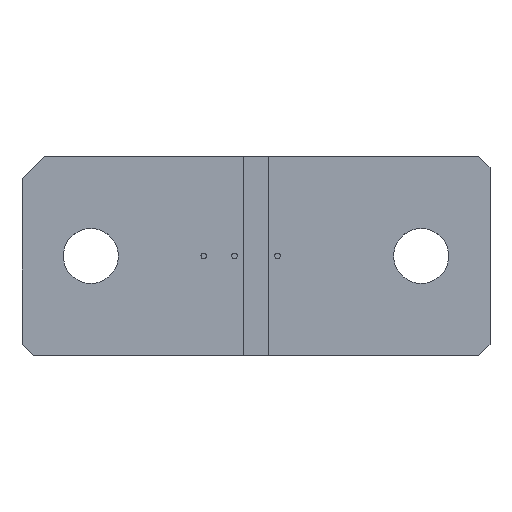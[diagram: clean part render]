
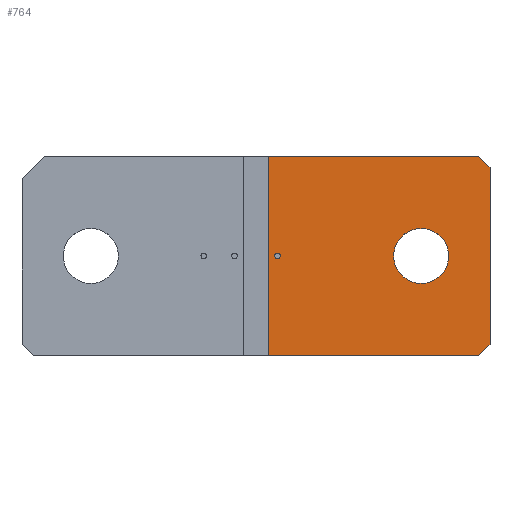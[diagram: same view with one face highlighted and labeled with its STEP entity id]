
A CAD part, top view. The second image highlights one B-rep face of the part: STEP entity #764.
In plain terms, the highlighted planar face has unit normal (0, 0, 1).
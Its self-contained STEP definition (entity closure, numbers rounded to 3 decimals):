
#513=DIRECTION('',(-0.707,0.707,0.));
#514=VECTOR('',#513,2.828);
#515=CARTESIAN_POINT('',(42.5,16.,3.));
#516=LINE('',#515,#514);
#517=DIRECTION('',(0.,1.,0.));
#518=VECTOR('',#517,32.);
#519=CARTESIAN_POINT('',(42.5,-16.,3.));
#520=LINE('',#519,#518);
#521=DIRECTION('',(0.707,0.707,0.));
#522=VECTOR('',#521,2.828);
#523=CARTESIAN_POINT('',(40.5,-18.,3.));
#524=LINE('',#523,#522);
#525=DIRECTION('',(1.,0.,0.));
#526=VECTOR('',#525,38.15);
#527=CARTESIAN_POINT('',(2.35,-18.,3.));
#528=LINE('',#527,#526);
#529=DIRECTION('',(0.,1.,0.));
#530=VECTOR('',#529,36.);
#531=CARTESIAN_POINT('',(2.35,-18.,3.));
#532=LINE('',#531,#530);
#533=DIRECTION('',(-1.,0.,0.));
#534=VECTOR('',#533,38.15);
#535=CARTESIAN_POINT('',(40.5,18.,3.));
#536=LINE('',#535,#534);
#537=CARTESIAN_POINT('',(30.,0.,3.));
#538=DIRECTION('',(0.,0.,1.));
#539=DIRECTION('',(1.,0.,0.));
#540=AXIS2_PLACEMENT_3D('',#537,#538,#539);
#542=CARTESIAN_POINT('',(30.,0.,3.));
#543=DIRECTION('',(0.,0.,1.));
#544=DIRECTION('',(-1.,0.,0.));
#545=AXIS2_PLACEMENT_3D('',#542,#543,#544);
#547=CARTESIAN_POINT('',(3.9,0.,3.));
#548=DIRECTION('',(0.,0.,1.));
#549=DIRECTION('',(1.,0.,0.));
#550=AXIS2_PLACEMENT_3D('',#547,#548,#549);
#552=CARTESIAN_POINT('',(3.9,0.,3.));
#553=DIRECTION('',(0.,0.,1.));
#554=DIRECTION('',(-1.,0.,0.));
#555=AXIS2_PLACEMENT_3D('',#552,#553,#554);
#573=CARTESIAN_POINT('',(2.35,-18.,3.));
#574=CARTESIAN_POINT('',(2.35,18.,3.));
#575=VERTEX_POINT('',#573);
#576=VERTEX_POINT('',#574);
#581=CARTESIAN_POINT('',(35.,0.,3.));
#582=CARTESIAN_POINT('',(25.,0.,3.));
#583=VERTEX_POINT('',#581);
#584=VERTEX_POINT('',#582);
#589=CARTESIAN_POINT('',(42.5,16.,3.));
#590=VERTEX_POINT('',#589);
#591=CARTESIAN_POINT('',(40.5,18.,3.));
#592=VERTEX_POINT('',#591);
#597=CARTESIAN_POINT('',(40.5,-18.,3.));
#598=VERTEX_POINT('',#597);
#599=CARTESIAN_POINT('',(42.5,-16.,3.));
#600=VERTEX_POINT('',#599);
#605=CARTESIAN_POINT('',(4.4,0.,3.));
#606=CARTESIAN_POINT('',(3.4,0.,3.));
#607=VERTEX_POINT('',#605);
#608=VERTEX_POINT('',#606);
#740=CARTESIAN_POINT('',(0.,0.,3.));
#741=DIRECTION('',(0.,0.,1.));
#742=DIRECTION('',(1.,0.,0.));
#743=AXIS2_PLACEMENT_3D('',#740,#741,#742);
#744=PLANE('',#743);
#745=ORIENTED_EDGE('',*,*,#664,.F.);
#746=ORIENTED_EDGE('',*,*,#680,.F.);
#747=ORIENTED_EDGE('',*,*,#693,.F.);
#748=ORIENTED_EDGE('',*,*,#708,.F.);
#749=ORIENTED_EDGE('',*,*,#721,.T.);
#750=ORIENTED_EDGE('',*,*,#733,.F.);
#751=EDGE_LOOP('',(#745,#746,#747,#748,#749,#750));
#752=FACE_OUTER_BOUND('',#751,.F.);
#754=ORIENTED_EDGE('',*,*,#753,.T.);
#756=ORIENTED_EDGE('',*,*,#755,.T.);
#757=EDGE_LOOP('',(#754,#756));
#758=FACE_BOUND('',#757,.F.);
#760=ORIENTED_EDGE('',*,*,#759,.T.);
#761=ORIENTED_EDGE('',*,*,#618,.T.);
#762=EDGE_LOOP('',(#760,#761));
#763=FACE_BOUND('',#762,.F.);
#764=ADVANCED_FACE('',(#752,#758,#763),#744,.T.);
#541=CIRCLE('',#540,5.);
#546=CIRCLE('',#545,5.);
#551=CIRCLE('',#550,0.5);
#556=CIRCLE('',#555,0.5);
#618=EDGE_CURVE('',#608,#607,#556,.T.);
#664=EDGE_CURVE('',#590,#592,#516,.T.);
#680=EDGE_CURVE('',#600,#590,#520,.T.);
#693=EDGE_CURVE('',#598,#600,#524,.T.);
#708=EDGE_CURVE('',#575,#598,#528,.T.);
#721=EDGE_CURVE('',#575,#576,#532,.T.);
#733=EDGE_CURVE('',#592,#576,#536,.T.);
#753=EDGE_CURVE('',#583,#584,#541,.T.);
#755=EDGE_CURVE('',#584,#583,#546,.T.);
#759=EDGE_CURVE('',#607,#608,#551,.T.);
